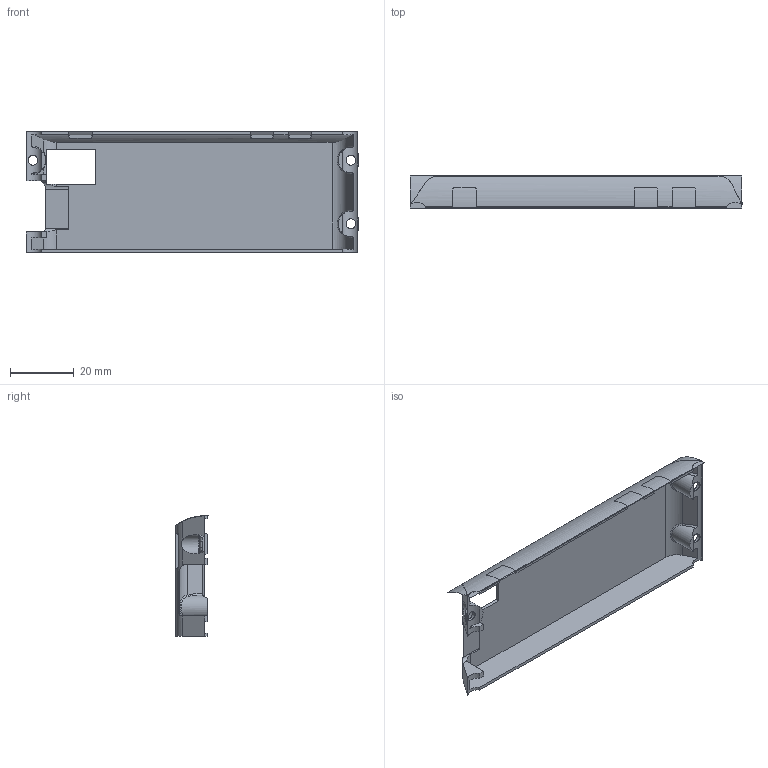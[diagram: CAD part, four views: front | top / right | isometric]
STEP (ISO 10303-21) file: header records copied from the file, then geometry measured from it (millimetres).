
FILE_DESCRIPTION(('STEP AP242'), '1');
FILE_NAME('???? ???????', '', ('UNSPECIFIED'), ('UNSPECIFIED'), 'C3D Converter', 'C3D Toolkit', '');
FILE_SCHEMA(('AP242_MANAGED_MODEL_BASED_3D_ENGINEERING_MIM_LF { 1 0 10303 442 1 1 4 }'));
Length unit declared in the file: millimetre
Bounding box: 104.4 x 10.09 x 38.01 mm (x, y, z)
Volume: 5250.7 mm3; surface area: 13710.4 mm2
Topology: 1 solids, 3 shells, 539 faces, 1488 edges, 986 vertices
Faces by surface type: plane 302, extrusion 141, cylinder 70, bspline 23, torus 3
Full cylindrical faces by diameter (mm): 3.1 x3
Entity records: 20525 total; most frequent: CARTESIAN_POINT 7637, ORIENTED_EDGE 2950, DIRECTION 2026, EDGE_CURVE 1484, VECTOR 1080, VERTEX_POINT 986, LINE 939, EDGE_LOOP 584
